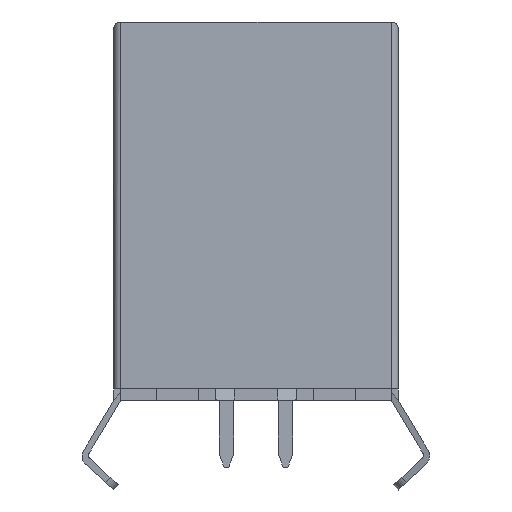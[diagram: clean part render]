
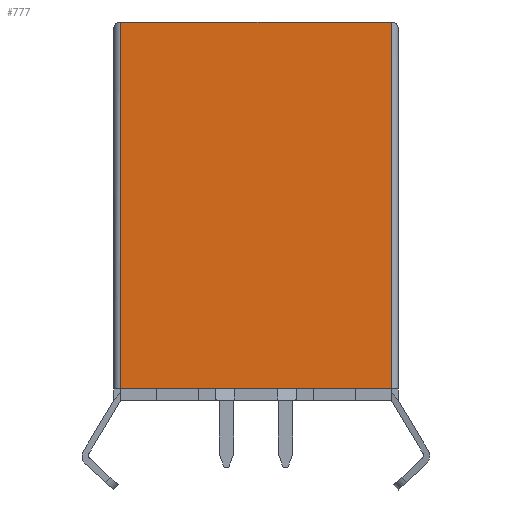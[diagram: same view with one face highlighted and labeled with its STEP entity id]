
A CAD part, front view. The second image highlights one B-rep face of the part: STEP entity #777.
In plain terms, the highlighted planar face has unit normal (0, -1, 0).
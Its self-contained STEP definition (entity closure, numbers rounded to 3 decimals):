
#407 = EDGE_CURVE ( 'NONE', #408, #487, #4516, .T. ) ;
#408 = VERTEX_POINT ( 'NONE', #4512 ) ;
#487 = VERTEX_POINT ( 'NONE', #4642 ) ;
#750 = ORIENTED_EDGE ( 'NONE', *, *, #407, .T. ) ;
#751 = ORIENTED_EDGE ( 'NONE', *, *, #752, .T. ) ;
#752 = EDGE_CURVE ( 'NONE', #487, #753, #5239, .T. ) ;
#753 = VERTEX_POINT ( 'NONE', #5293 ) ;
#754 = ORIENTED_EDGE ( 'NONE', *, *, #755, .F. ) ;
#755 = EDGE_CURVE ( 'NONE', #756, #753, #5292, .T. ) ;
#756 = VERTEX_POINT ( 'NONE', #5288 ) ;
#757 = ORIENTED_EDGE ( 'NONE', *, *, #758, .T. ) ;
#758 = EDGE_CURVE ( 'NONE', #756, #408, #5287, .T. ) ;
#777 = ADVANCED_FACE ( 'NONE', ( #5314 ), #5313, .T. ) ;
#778 = EDGE_LOOP ( 'NONE', ( #750, #751, #754, #757 ) ) ;
#4512 = CARTESIAN_POINT ( 'NONE',  ( -5.72, 0., -15.5 ) ) ;
#4513 = DIRECTION ( 'NONE',  ( 1., 0., 0. ) ) ;
#4514 = VECTOR ( 'NONE', #4513, 1000. ) ;
#4515 = CARTESIAN_POINT ( 'NONE',  ( -6.02, 0., -15.5 ) ) ;
#4516 = LINE ( 'NONE', #4515, #4514 ) ;
#4642 = CARTESIAN_POINT ( 'NONE',  ( 5.72, 0., -15.5 ) ) ;
#5238 = CARTESIAN_POINT ( 'NONE',  ( 5.72, 0., -15.5 ) ) ;
#5239 = LINE ( 'NONE', #5238, #5295 ) ;
#5284 = DIRECTION ( 'NONE',  ( 0., 0., -1. ) ) ;
#5285 = VECTOR ( 'NONE', #5284, 1000. ) ;
#5286 = CARTESIAN_POINT ( 'NONE',  ( -5.72, 0., -15.5 ) ) ;
#5287 = LINE ( 'NONE', #5286, #5285 ) ;
#5288 = CARTESIAN_POINT ( 'NONE',  ( -5.72, 0., 0. ) ) ;
#5289 = DIRECTION ( 'NONE',  ( 1., 0., 0. ) ) ;
#5290 = VECTOR ( 'NONE', #5289, 1000. ) ;
#5291 = CARTESIAN_POINT ( 'NONE',  ( -6.02, 0., 0. ) ) ;
#5292 = LINE ( 'NONE', #5291, #5290 ) ;
#5293 = CARTESIAN_POINT ( 'NONE',  ( 5.72, 0., 0. ) ) ;
#5294 = DIRECTION ( 'NONE',  ( 0., 0., 1. ) ) ;
#5295 = VECTOR ( 'NONE', #5294, 1000. ) ;
#5309 = DIRECTION ( 'NONE',  ( 1., 0., 0. ) ) ;
#5310 = DIRECTION ( 'NONE',  ( 0., -1., 0. ) ) ;
#5311 = CARTESIAN_POINT ( 'NONE',  ( -6.02, 0., -15.5 ) ) ;
#5312 = AXIS2_PLACEMENT_3D ( 'NONE', #5311, #5310, #5309 ) ;
#5313 = PLANE ( 'NONE',  #5312 ) ;
#5314 = FACE_OUTER_BOUND ( 'NONE', #778, .T. ) ;
